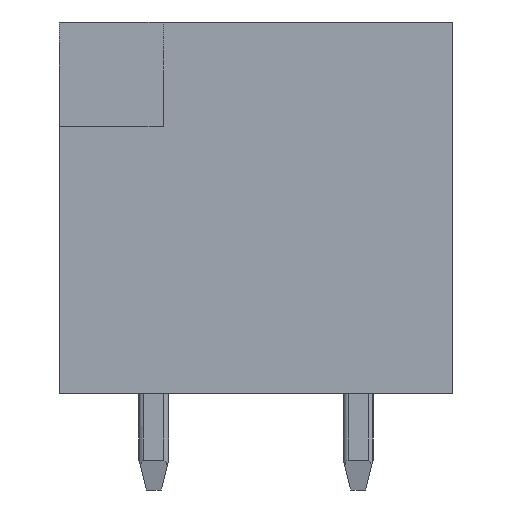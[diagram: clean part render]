
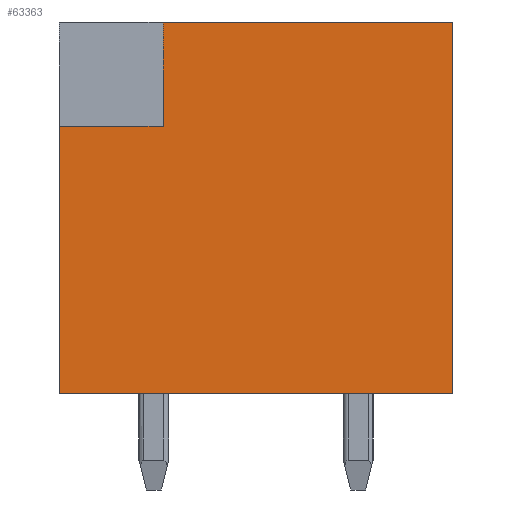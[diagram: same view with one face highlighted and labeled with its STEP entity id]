
A CAD part, left-side view. The second image highlights one B-rep face of the part: STEP entity #63363.
In plain terms, the highlighted planar face has unit normal (-1, 0, 0).
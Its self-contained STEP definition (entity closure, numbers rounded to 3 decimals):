
#9=DIRECTION('',(0.,1.,0.));
#10=VECTOR('',#9,10.6);
#11=CARTESIAN_POINT('',(-80.9,-5.3,-6.3));
#12=LINE('',#11,#10);
#3392=DIRECTION('',(0.,1.,0.));
#3393=VECTOR('',#3392,7.8);
#3394=CARTESIAN_POINT('',(-80.9,-5.3,3.7));
#3395=LINE('',#3394,#3393);
#24524=DIRECTION('',(0.,-1.,0.));
#24525=VECTOR('',#24524,2.8);
#24526=CARTESIAN_POINT('',(-80.9,5.3,0.9));
#24527=LINE('',#24526,#24525);
#24528=DIRECTION('',(0.,0.,-1.));
#24529=VECTOR('',#24528,2.8);
#24530=CARTESIAN_POINT('',(-80.9,2.5,3.7));
#24531=LINE('',#24530,#24529);
#24532=DIRECTION('',(0.,0.,-1.));
#24533=VECTOR('',#24532,10.);
#24534=CARTESIAN_POINT('',(-80.9,-5.3,3.7));
#24535=LINE('',#24534,#24533);
#24540=DIRECTION('',(0.,0.,-1.));
#24541=VECTOR('',#24540,7.2);
#24542=CARTESIAN_POINT('',(-80.9,5.3,0.9));
#24543=LINE('',#24542,#24541);
#31107=CARTESIAN_POINT('',(-80.9,-5.3,-6.3));
#31108=CARTESIAN_POINT('',(-80.9,5.3,-6.3));
#31109=VERTEX_POINT('',#31107);
#31110=VERTEX_POINT('',#31108);
#31111=CARTESIAN_POINT('',(-80.9,-5.3,3.7));
#31112=VERTEX_POINT('',#31111);
#31147=CARTESIAN_POINT('',(-80.9,2.5,0.9));
#31148=VERTEX_POINT('',#31147);
#31151=CARTESIAN_POINT('',(-80.9,5.3,0.9));
#31152=VERTEX_POINT('',#31151);
#31155=CARTESIAN_POINT('',(-80.9,2.5,3.7));
#31156=VERTEX_POINT('',#31155);
#63349=CARTESIAN_POINT('',(-80.9,-5.3,3.7));
#63350=DIRECTION('',(1.,0.,0.));
#63351=DIRECTION('',(0.,1.,0.));
#63352=AXIS2_PLACEMENT_3D('',#63349,#63350,#63351);
#63353=PLANE('',#63352);
#63354=ORIENTED_EDGE('',*,*,#63329,.T.);
#63355=ORIENTED_EDGE('',*,*,#63344,.F.);
#63356=ORIENTED_EDGE('',*,*,#33692,.F.);
#63357=ORIENTED_EDGE('',*,*,#31164,.T.);
#63358=ORIENTED_EDGE('',*,*,#31180,.T.);
#63360=ORIENTED_EDGE('',*,*,#63359,.F.);
#63361=EDGE_LOOP('',(#63354,#63355,#63356,#63357,#63358,#63360));
#63362=FACE_OUTER_BOUND('',#63361,.F.);
#63363=ADVANCED_FACE('',(#63362),#63353,.F.);
#31164=EDGE_CURVE('',#31112,#31109,#24535,.T.);
#31180=EDGE_CURVE('',#31109,#31110,#12,.T.);
#33692=EDGE_CURVE('',#31112,#31156,#3395,.T.);
#63329=EDGE_CURVE('',#31152,#31148,#24527,.T.);
#63344=EDGE_CURVE('',#31156,#31148,#24531,.T.);
#63359=EDGE_CURVE('',#31152,#31110,#24543,.T.);
